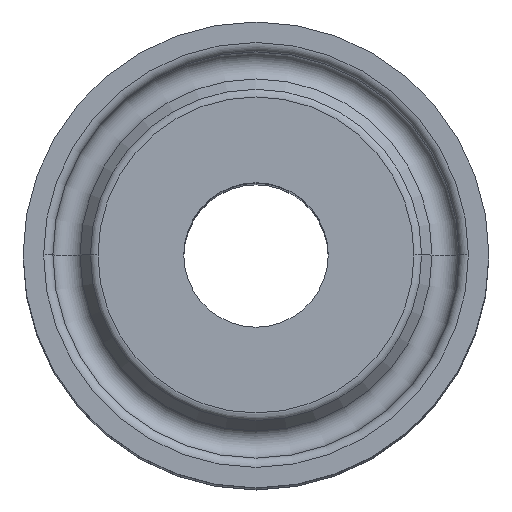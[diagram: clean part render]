
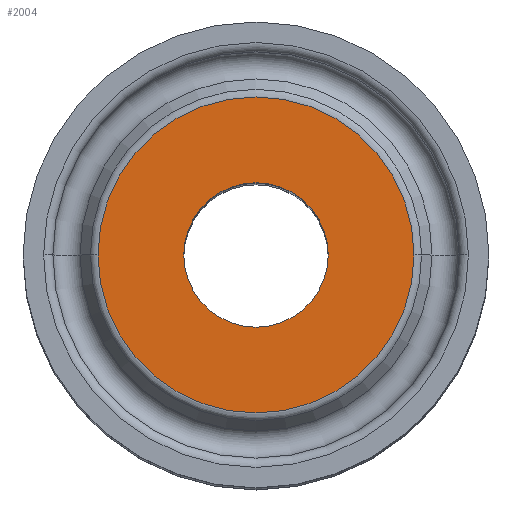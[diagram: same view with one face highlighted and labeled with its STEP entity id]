
A CAD part, top view. The second image highlights one B-rep face of the part: STEP entity #2004.
In plain terms, the highlighted planar face has unit normal (0, 0, 1).
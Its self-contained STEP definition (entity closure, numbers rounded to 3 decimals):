
#64 = EDGE_CURVE ( 'NONE', #1879, #1566, #1916, .T. ) ;
#150 = DIRECTION ( 'NONE',  ( -1., 0., 0. ) ) ;
#405 = ORIENTED_EDGE ( 'NONE', *, *, #1003, .T. ) ;
#499 = CARTESIAN_POINT ( 'NONE',  ( 8.478, 0., 31.7 ) ) ;
#522 = DIRECTION ( 'NONE',  ( 0., 0., -1. ) ) ;
#938 = DIRECTION ( 'NONE',  ( -1., 0., 0. ) ) ;
#989 = CARTESIAN_POINT ( 'NONE',  ( 0., 0., 31.7 ) ) ;
#1003 = EDGE_CURVE ( 'NONE', #3952, #3335, #2180, .T. ) ;
#1203 = CARTESIAN_POINT ( 'NONE',  ( 0., 0., 31.7 ) ) ;
#1273 = AXIS2_PLACEMENT_3D ( 'NONE', #1203, #2865, #2085 ) ;
#1321 = CARTESIAN_POINT ( 'NONE',  ( 0., 0., 31.7 ) ) ;
#1356 = CIRCLE ( 'NONE', #2767, 8.478 ) ;
#1489 = ORIENTED_EDGE ( 'NONE', *, *, #2317, .T. ) ;
#1566 = VERTEX_POINT ( 'NONE', #3750 ) ;
#1639 = CARTESIAN_POINT ( 'NONE',  ( 0., 0., 31.7 ) ) ;
#1735 = DIRECTION ( 'NONE',  ( -1., 0., 0. ) ) ;
#1846 = EDGE_CURVE ( 'NONE', #1566, #1879, #1356, .T. ) ;
#1879 = VERTEX_POINT ( 'NONE', #499 ) ;
#1916 = CIRCLE ( 'NONE', #2491, 8.478 ) ;
#2004 = ADVANCED_FACE ( 'NONE', ( #2903, #2827 ), #3297, .F. ) ;
#2085 = DIRECTION ( 'NONE',  ( -1., 0., 0. ) ) ;
#2107 = AXIS2_PLACEMENT_3D ( 'NONE', #2127, #3712, #1735 ) ;
#2127 = CARTESIAN_POINT ( 'NONE',  ( 3.875, 0., 31.7 ) ) ;
#2180 = CIRCLE ( 'NONE', #1273, 3.875 ) ;
#2317 = EDGE_CURVE ( 'NONE', #3335, #3952, #2940, .T. ) ;
#2358 = CARTESIAN_POINT ( 'NONE',  ( -3.875, 0., 31.7 ) ) ;
#2376 = EDGE_LOOP ( 'NONE', ( #1489, #405 ) ) ;
#2491 = AXIS2_PLACEMENT_3D ( 'NONE', #989, #4479, #938 ) ;
#2504 = DIRECTION ( 'NONE',  ( 0., 0., -1. ) ) ;
#2767 = AXIS2_PLACEMENT_3D ( 'NONE', #1639, #522, #150 ) ;
#2827 = FACE_BOUND ( 'NONE', #2376, .T. ) ;
#2865 = DIRECTION ( 'NONE',  ( 0., 0., -1. ) ) ;
#2903 = FACE_OUTER_BOUND ( 'NONE', #4329, .T. ) ;
#2934 = ORIENTED_EDGE ( 'NONE', *, *, #1846, .F. ) ;
#2940 = CIRCLE ( 'NONE', #3927, 3.875 ) ;
#3297 = PLANE ( 'NONE',  #2107 ) ;
#3335 = VERTEX_POINT ( 'NONE', #2358 ) ;
#3712 = DIRECTION ( 'NONE',  ( 0., 0., -1. ) ) ;
#3750 = CARTESIAN_POINT ( 'NONE',  ( -8.478, 0., 31.7 ) ) ;
#3927 = AXIS2_PLACEMENT_3D ( 'NONE', #1321, #2504, #4760 ) ;
#3952 = VERTEX_POINT ( 'NONE', #4492 ) ;
#4329 = EDGE_LOOP ( 'NONE', ( #2934, #4529 ) ) ;
#4479 = DIRECTION ( 'NONE',  ( 0., 0., -1. ) ) ;
#4492 = CARTESIAN_POINT ( 'NONE',  ( 3.875, 0., 31.7 ) ) ;
#4529 = ORIENTED_EDGE ( 'NONE', *, *, #64, .F. ) ;
#4760 = DIRECTION ( 'NONE',  ( -1., 0., 0. ) ) ;
